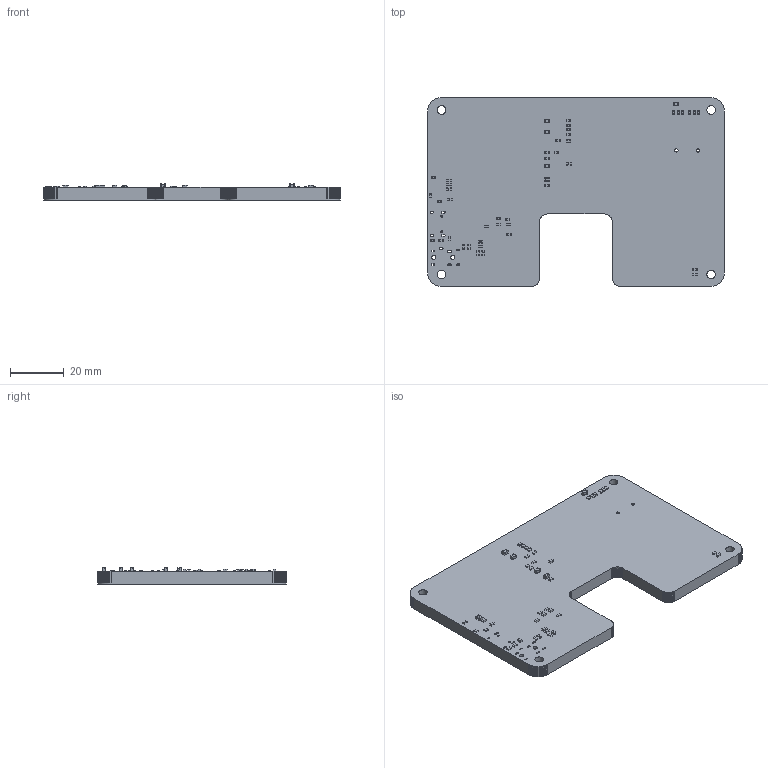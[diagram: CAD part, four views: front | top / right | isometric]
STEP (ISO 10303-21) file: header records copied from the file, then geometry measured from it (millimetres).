
FILE_DESCRIPTION(('KiCad electronic assembly'),'2;1');
FILE_NAME('Untitled.step','2023-10-17T22:12:31',('Pcbnew'),('Kicad'), 'Open CASCADE STEP processor 7.7','KiCad to STEP converter','Unknown' );
FILE_SCHEMA(('AUTOMOTIVE_DESIGN { 1 0 10303 214 1 1 1 1 }'));
Length unit declared in the file: millimetre
Products named in the file (8): Untitled 1; R_0603_1608Metric; SOLID; C_0805_2012Metric; C_0603_1608Metric; _autosave-Untitled PCB
Assembly tree (50 placements, depth 3):
  Untitled 1
    R_0603_1608Metric  x28
      SOLID
    C_0805_2012Metric  x5
      SOLID
    C_0603_1608Metric  x13
      SOLID
    _autosave-Untitled PCB
Bounding box: 110 x 70 x 5.97 mm (x, y, z)
Volume: 32294.9 mm3; surface area: 16423.2 mm2
Topology: 47 solids, 47 shells, 1600 faces, 4298 edges, 2828 vertices
Faces by surface type: plane 1150, cylinder 450
Full cylindrical faces by diameter (mm): 0.7 x2, 1.2 x2, 1.5 x2, 3.2 x4
Entity records: 32970 total; most frequent: CARTESIAN_POINT 5615, DIRECTION 4964, LINE 3762, VECTOR 3762, ORIENTED_EDGE 2620, PCURVE 2620, DEFINITIONAL_REPRESENTATION 2620, EDGE_CURVE 1310
